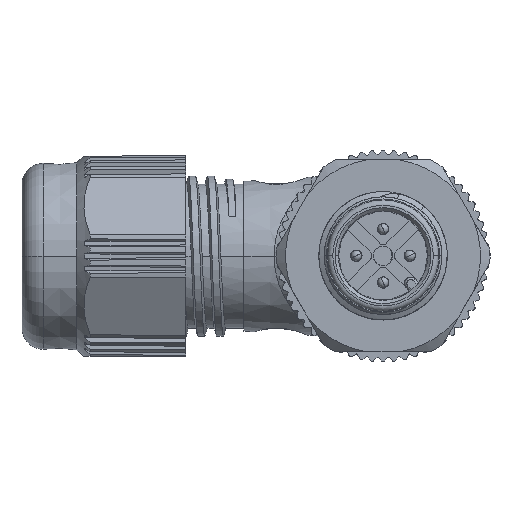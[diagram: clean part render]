
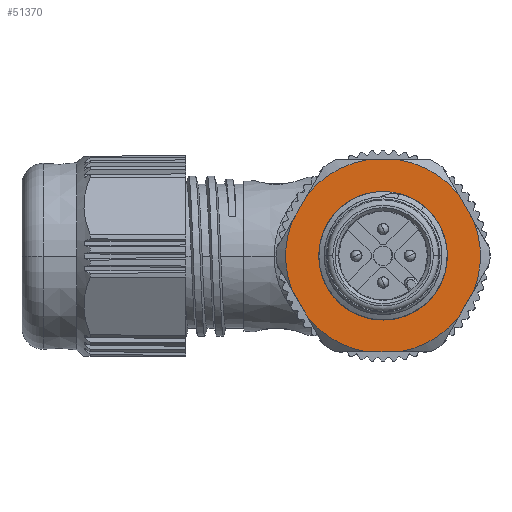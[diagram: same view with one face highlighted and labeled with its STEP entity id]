
A CAD part, top view. The second image highlights one B-rep face of the part: STEP entity #51370.
In plain terms, the highlighted planar face has unit normal (0, 0, 1).
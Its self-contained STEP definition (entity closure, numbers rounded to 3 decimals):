
#2643=DIRECTION('',(0.5,0.866,0.));
#2644=VECTOR('',#2643,3.081);
#2645=CARTESIAN_POINT('',(6.998,-5.819,-9.1));
#2646=LINE('',#2645,#2644);
#2647=CARTESIAN_POINT('',(0.,0.,-9.1));
#2648=DIRECTION('',(0.,0.,1.));
#2649=DIRECTION('',(0.169,-0.986,0.));
#2650=AXIS2_PLACEMENT_3D('',#2647,#2648,#2649);
#2652=DIRECTION('',(1.,0.,0.));
#2653=VECTOR('',#2652,3.081);
#2654=CARTESIAN_POINT('',(-1.541,-8.97,-9.1));
#2655=LINE('',#2654,#2653);
#2656=CARTESIAN_POINT('',(0.,0.,-9.1));
#2657=DIRECTION('',(0.,0.,1.));
#2658=DIRECTION('',(-0.769,-0.639,0.));
#2659=AXIS2_PLACEMENT_3D('',#2656,#2657,#2658);
#2661=DIRECTION('',(0.5,-0.866,0.));
#2662=VECTOR('',#2661,3.081);
#2663=CARTESIAN_POINT('',(-8.539,-3.151,-9.1));
#2664=LINE('',#2663,#2662);
#2665=DIRECTION('',(-0.5,-0.866,0.));
#2666=VECTOR('',#2665,3.081);
#2667=CARTESIAN_POINT('',(-6.998,5.819,-9.1));
#2668=LINE('',#2667,#2666);
#2669=CARTESIAN_POINT('',(0.,0.,-9.1));
#2670=DIRECTION('',(0.,0.,1.));
#2671=DIRECTION('',(-0.169,0.986,0.));
#2672=AXIS2_PLACEMENT_3D('',#2669,#2670,#2671);
#2674=DIRECTION('',(-1.,0.,0.));
#2675=VECTOR('',#2674,3.081);
#2676=CARTESIAN_POINT('',(1.541,8.97,-9.1));
#2677=LINE('',#2676,#2675);
#2678=CARTESIAN_POINT('',(0.,0.,-9.1));
#2679=DIRECTION('',(0.,0.,1.));
#2680=DIRECTION('',(0.769,0.639,0.));
#2681=AXIS2_PLACEMENT_3D('',#2678,#2679,#2680);
#2683=DIRECTION('',(-0.5,0.866,0.));
#2684=VECTOR('',#2683,3.081);
#2685=CARTESIAN_POINT('',(8.539,3.151,-9.1));
#2686=LINE('',#2685,#2684);
#2687=CARTESIAN_POINT('',(0.,0.,-9.1));
#2688=DIRECTION('',(0.,0.,1.));
#2689=DIRECTION('',(-1.,0.,0.));
#2690=AXIS2_PLACEMENT_3D('',#2687,#2688,#2689);
#2692=CARTESIAN_POINT('',(0.,0.,-9.1));
#2693=DIRECTION('',(0.,0.,1.));
#2694=DIRECTION('',(1.,0.,0.));
#2695=AXIS2_PLACEMENT_3D('',#2692,#2693,#2694);
#2712=CARTESIAN_POINT('',(0.,0.,-9.1));
#2713=DIRECTION('',(0.,0.,1.));
#2714=DIRECTION('',(0.938,-0.346,0.));
#2715=AXIS2_PLACEMENT_3D('',#2712,#2713,#2714);
#2800=CARTESIAN_POINT('',(0.,0.,-9.1));
#2801=DIRECTION('',(0.,0.,1.));
#2802=DIRECTION('',(-0.938,0.346,0.));
#2803=AXIS2_PLACEMENT_3D('',#2800,#2801,#2802);
#2832=CARTESIAN_POINT('',(6.998,-5.819,-9.1));
#44299=CARTESIAN_POINT('',(-6.,0.,-9.1));
#44300=CARTESIAN_POINT('',(6.,0.,-9.1));
#44301=VERTEX_POINT('',#44299);
#44302=VERTEX_POINT('',#44300);
#44429=VERTEX_POINT('',#2832);
#44455=CARTESIAN_POINT('',(6.998,5.819,-9.1));
#44456=CARTESIAN_POINT('',(1.541,8.97,-9.1));
#44457=VERTEX_POINT('',#44455);
#44458=VERTEX_POINT('',#44456);
#44459=CARTESIAN_POINT('',(-1.541,8.97,-9.1));
#44460=CARTESIAN_POINT('',(-6.998,5.819,-9.1));
#44461=VERTEX_POINT('',#44459);
#44462=VERTEX_POINT('',#44460);
#44463=CARTESIAN_POINT('',(-6.998,-5.819,-9.1));
#44464=CARTESIAN_POINT('',(-1.541,-8.97,-9.1));
#44465=VERTEX_POINT('',#44463);
#44466=VERTEX_POINT('',#44464);
#44467=CARTESIAN_POINT('',(1.541,-8.97,-9.1));
#44468=VERTEX_POINT('',#44467);
#44469=CARTESIAN_POINT('',(-8.539,-3.151,-9.1));
#44470=VERTEX_POINT('',#44469);
#44471=CARTESIAN_POINT('',(-8.539,3.151,-9.1));
#44472=VERTEX_POINT('',#44471);
#44473=CARTESIAN_POINT('',(8.539,3.151,-9.1));
#44474=VERTEX_POINT('',#44473);
#44475=CARTESIAN_POINT('',(8.539,-3.151,-9.1));
#44476=VERTEX_POINT('',#44475);
#51334=CARTESIAN_POINT('',(0.,0.,-9.1));
#51335=DIRECTION('',(0.,0.,1.));
#51336=DIRECTION('',(-1.,0.,0.));
#51337=AXIS2_PLACEMENT_3D('',#51334,#51335,#51336);
#51338=PLANE('',#51337);
#51340=ORIENTED_EDGE('',*,*,#51339,.F.);
#51342=ORIENTED_EDGE('',*,*,#51341,.F.);
#51344=ORIENTED_EDGE('',*,*,#51343,.F.);
#51346=ORIENTED_EDGE('',*,*,#51345,.F.);
#51348=ORIENTED_EDGE('',*,*,#51347,.F.);
#51350=ORIENTED_EDGE('',*,*,#51349,.F.);
#51352=ORIENTED_EDGE('',*,*,#51351,.F.);
#51354=ORIENTED_EDGE('',*,*,#51353,.F.);
#51356=ORIENTED_EDGE('',*,*,#51355,.F.);
#51358=ORIENTED_EDGE('',*,*,#51357,.F.);
#51360=ORIENTED_EDGE('',*,*,#51359,.F.);
#51362=ORIENTED_EDGE('',*,*,#51361,.F.);
#51363=EDGE_LOOP('',(#51340,#51342,#51344,#51346,#51348,#51350,#51352,#51354,
#51356,#51358,#51360,#51362));
#51364=FACE_OUTER_BOUND('',#51363,.F.);
#51365=ORIENTED_EDGE('',*,*,#51324,.T.);
#51367=ORIENTED_EDGE('',*,*,#51366,.T.);
#51368=EDGE_LOOP('',(#51365,#51367));
#51369=FACE_BOUND('',#51368,.F.);
#51370=ADVANCED_FACE('',(#51364,#51369),#51338,.T.);
#2651=CIRCLE('',#2650,9.101);
#2660=CIRCLE('',#2659,9.101);
#2673=CIRCLE('',#2672,9.101);
#2682=CIRCLE('',#2681,9.101);
#2691=CIRCLE('',#2690,6.);
#2696=CIRCLE('',#2695,6.);
#2716=CIRCLE('',#2715,9.101);
#2804=CIRCLE('',#2803,9.101);
#51324=EDGE_CURVE('',#44301,#44302,#2691,.T.);
#51339=EDGE_CURVE('',#44476,#44474,#2716,.T.);
#51341=EDGE_CURVE('',#44429,#44476,#2646,.T.);
#51343=EDGE_CURVE('',#44468,#44429,#2651,.T.);
#51345=EDGE_CURVE('',#44466,#44468,#2655,.T.);
#51347=EDGE_CURVE('',#44465,#44466,#2660,.T.);
#51349=EDGE_CURVE('',#44470,#44465,#2664,.T.);
#51351=EDGE_CURVE('',#44472,#44470,#2804,.T.);
#51353=EDGE_CURVE('',#44462,#44472,#2668,.T.);
#51355=EDGE_CURVE('',#44461,#44462,#2673,.T.);
#51357=EDGE_CURVE('',#44458,#44461,#2677,.T.);
#51359=EDGE_CURVE('',#44457,#44458,#2682,.T.);
#51361=EDGE_CURVE('',#44474,#44457,#2686,.T.);
#51366=EDGE_CURVE('',#44302,#44301,#2696,.T.);
